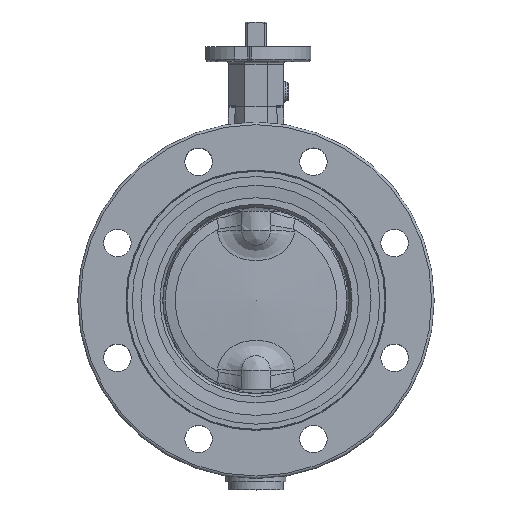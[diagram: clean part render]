
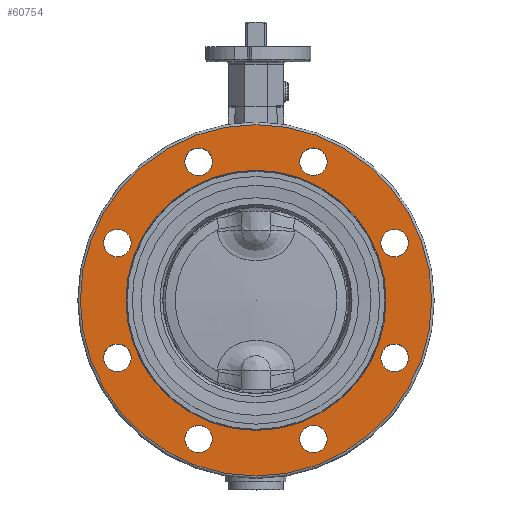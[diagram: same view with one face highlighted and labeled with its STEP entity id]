
A CAD part, top view. The second image highlights one B-rep face of the part: STEP entity #60754.
In plain terms, the highlighted planar face has unit normal (0, 0, 1).
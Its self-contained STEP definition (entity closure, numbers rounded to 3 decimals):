
#60022=CARTESIAN_POINT('',(-38.144,118.644,67.0));
#60023=VERTEX_POINT('',#60022);
#60024=CARTESIAN_POINT('',(-45.922,110.866,67.0));
#60025=DIRECTION('',(0.0,0.0,-1.0));
#60026=DIRECTION('',(-0.707,-0.707,0.0));
#60027=AXIS2_PLACEMENT_3D('',#60024,#60025,#60026);
#60028=CIRCLE('',#60027,11.);
#60029=EDGE_CURVE('',#60023,#60023,#60028,.T.);
#60078=CARTESIAN_POINT('',(-110.866,56.922,67.0));
#60079=VERTEX_POINT('',#60078);
#60080=CARTESIAN_POINT('',(-110.866,45.922,67.0));
#60081=DIRECTION('',(0.0,0.0,-1.0));
#60082=DIRECTION('',(0.0,-1.0,0.0));
#60083=AXIS2_PLACEMENT_3D('',#60080,#60081,#60082);
#60084=CIRCLE('',#60083,11.0);
#60085=EDGE_CURVE('',#60079,#60079,#60084,.T.);
#60134=CARTESIAN_POINT('',(-118.644,-38.144,67.));
#60135=VERTEX_POINT('',#60134);
#60136=CARTESIAN_POINT('',(-110.866,-45.922,67.0));
#60137=DIRECTION('',(0.0,0.0,-1.));
#60138=DIRECTION('',(0.707,-0.707,0.0));
#60139=AXIS2_PLACEMENT_3D('',#60136,#60137,#60138);
#60140=CIRCLE('',#60139,11.);
#60141=EDGE_CURVE('',#60135,#60135,#60140,.T.);
#60190=CARTESIAN_POINT('',(-56.922,-110.866,67.0));
#60191=VERTEX_POINT('',#60190);
#60192=CARTESIAN_POINT('',(-45.922,-110.866,67.0));
#60193=DIRECTION('',(0.0,0.0,-1.0));
#60194=DIRECTION('',(1.0,0.0,0.0));
#60195=AXIS2_PLACEMENT_3D('',#60192,#60193,#60194);
#60196=CIRCLE('',#60195,11.0);
#60197=EDGE_CURVE('',#60191,#60191,#60196,.T.);
#60246=CARTESIAN_POINT('',(38.144,-118.644,67.0));
#60247=VERTEX_POINT('',#60246);
#60248=CARTESIAN_POINT('',(45.922,-110.866,67.0));
#60249=DIRECTION('',(0.0,0.0,-1.0));
#60250=DIRECTION('',(0.707,0.707,0.0));
#60251=AXIS2_PLACEMENT_3D('',#60248,#60249,#60250);
#60252=CIRCLE('',#60251,11.);
#60253=EDGE_CURVE('',#60247,#60247,#60252,.T.);
#60302=CARTESIAN_POINT('',(110.866,-56.922,67.0));
#60303=VERTEX_POINT('',#60302);
#60304=CARTESIAN_POINT('',(110.866,-45.922,67.0));
#60305=DIRECTION('',(0.0,0.0,-1.0));
#60306=DIRECTION('',(0.0,1.0,0.0));
#60307=AXIS2_PLACEMENT_3D('',#60304,#60305,#60306);
#60308=CIRCLE('',#60307,11.0);
#60309=EDGE_CURVE('',#60303,#60303,#60308,.T.);
#60358=CARTESIAN_POINT('',(118.644,38.144,67.0));
#60359=VERTEX_POINT('',#60358);
#60360=CARTESIAN_POINT('',(110.866,45.922,67.0));
#60361=DIRECTION('',(0.0,0.0,-1.0));
#60362=DIRECTION('',(-0.707,0.707,0.0));
#60363=AXIS2_PLACEMENT_3D('',#60360,#60361,#60362);
#60364=CIRCLE('',#60363,11.);
#60365=EDGE_CURVE('',#60359,#60359,#60364,.T.);
#60414=CARTESIAN_POINT('',(56.922,110.866,67.0));
#60415=VERTEX_POINT('',#60414);
#60416=CARTESIAN_POINT('',(45.922,110.866,67.0));
#60417=DIRECTION('',(0.0,0.0,-1.0));
#60418=DIRECTION('',(-1.0,0.0,0.0));
#60419=AXIS2_PLACEMENT_3D('',#60416,#60417,#60418);
#60420=CIRCLE('',#60419,11.0);
#60421=EDGE_CURVE('',#60415,#60415,#60420,.T.);
#60658=CARTESIAN_POINT('',(-103.95,0.,67.0));
#60659=VERTEX_POINT('',#60658);
#60660=CARTESIAN_POINT('',(0.0,0.0,67.0));
#60661=DIRECTION('',(0.0,0.0,1.0));
#60662=DIRECTION('',(1.0,0.0,0.0));
#60663=AXIS2_PLACEMENT_3D('',#60660,#60661,#60662);
#60664=CIRCLE('',#60663,103.95);
#60665=EDGE_CURVE('',#60659,#60659,#60664,.T.);
#60711=CARTESIAN_POINT('',(0.0,0.0,67.0));
#60712=DIRECTION('',(0.0,0.0,1.0));
#60713=DIRECTION('',(1.0,0.0,0.0));
#60714=AXIS2_PLACEMENT_3D('',#60711,#60712,#60713);
#60715=PLANE('',#60714);
#60716=CARTESIAN_POINT('',(140.5,0.,67.0));
#60717=VERTEX_POINT('',#60716);
#60718=CARTESIAN_POINT('',(0.0,0.0,67.0));
#60719=DIRECTION('',(0.0,0.0,-1.0));
#60720=DIRECTION('',(-1.0,0.0,0.0));
#60721=AXIS2_PLACEMENT_3D('',#60718,#60719,#60720);
#60722=CIRCLE('',#60721,140.5);
#60723=EDGE_CURVE('',#60717,#60717,#60722,.T.);
#60724=ORIENTED_EDGE('',*,*,#60723,.F.);
#60725=EDGE_LOOP('',(#60724));
#60726=FACE_OUTER_BOUND('',#60725,.T.);
#60727=ORIENTED_EDGE('',*,*,#60029,.T.);
#60728=EDGE_LOOP('',(#60727));
#60729=FACE_BOUND('',#60728,.T.);
#60730=ORIENTED_EDGE('',*,*,#60085,.T.);
#60731=EDGE_LOOP('',(#60730));
#60732=FACE_BOUND('',#60731,.T.);
#60733=ORIENTED_EDGE('',*,*,#60141,.T.);
#60734=EDGE_LOOP('',(#60733));
#60735=FACE_BOUND('',#60734,.T.);
#60736=ORIENTED_EDGE('',*,*,#60197,.T.);
#60737=EDGE_LOOP('',(#60736));
#60738=FACE_BOUND('',#60737,.T.);
#60739=ORIENTED_EDGE('',*,*,#60253,.T.);
#60740=EDGE_LOOP('',(#60739));
#60741=FACE_BOUND('',#60740,.T.);
#60742=ORIENTED_EDGE('',*,*,#60309,.T.);
#60743=EDGE_LOOP('',(#60742));
#60744=FACE_BOUND('',#60743,.T.);
#60745=ORIENTED_EDGE('',*,*,#60365,.T.);
#60746=EDGE_LOOP('',(#60745));
#60747=FACE_BOUND('',#60746,.T.);
#60748=ORIENTED_EDGE('',*,*,#60421,.T.);
#60749=EDGE_LOOP('',(#60748));
#60750=FACE_BOUND('',#60749,.T.);
#60751=ORIENTED_EDGE('',*,*,#60665,.F.);
#60752=EDGE_LOOP('',(#60751));
#60753=FACE_BOUND('',#60752,.T.);
#60754=ADVANCED_FACE('',(#60726,#60729,#60732,#60735,#60738,#60741,#60744,#60747,#60750,#60753),#60715,.T.);
